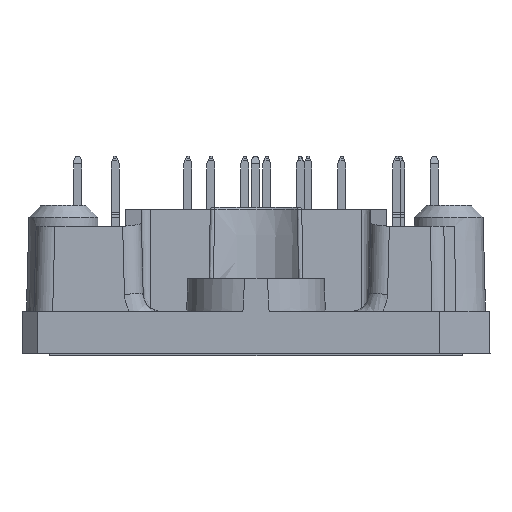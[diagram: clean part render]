
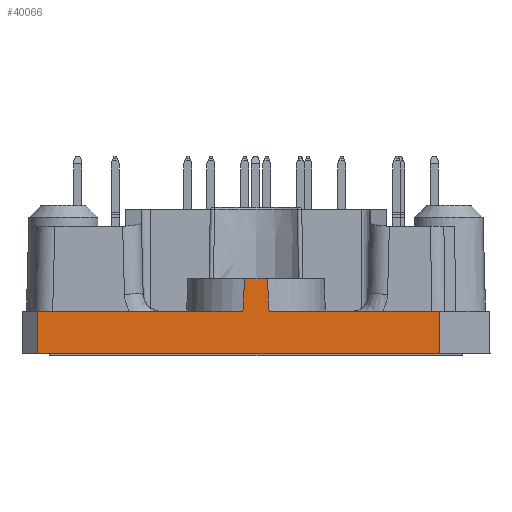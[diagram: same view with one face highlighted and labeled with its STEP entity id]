
A CAD part, left-side view. The second image highlights one B-rep face of the part: STEP entity #40066.
In plain terms, the highlighted planar face has unit normal (-1, 0, 0.018).
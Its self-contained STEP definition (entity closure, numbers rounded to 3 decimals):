
#2111=B_SPLINE_CURVE_WITH_KNOTS('',3,(#53881,#53882,#53883,#53884),
 .UNSPECIFIED.,.F.,.F.,(4,4),(0.,0.003),.UNSPECIFIED.);
#2116=B_SPLINE_CURVE_WITH_KNOTS('',3,(#53980,#53981,#53982,#53983),
 .UNSPECIFIED.,.F.,.F.,(4,4),(0.,0.003),.UNSPECIFIED.);
#3482=ORIENTED_EDGE('',*,*,#11951,.F.);
#3483=ORIENTED_EDGE('',*,*,#11952,.T.);
#3484=ORIENTED_EDGE('',*,*,#11840,.T.);
#3485=ORIENTED_EDGE('',*,*,#11908,.T.);
#3486=ORIENTED_EDGE('',*,*,#11953,.F.);
#3487=ORIENTED_EDGE('',*,*,#11909,.T.);
#3488=ORIENTED_EDGE('',*,*,#11824,.T.);
#3489=ORIENTED_EDGE('',*,*,#11950,.F.);
#11824=EDGE_CURVE('',#16142,#16143,#19024,.F.);
#11840=EDGE_CURVE('',#16157,#16156,#19032,.F.);
#11908=EDGE_CURVE('',#16156,#16186,#19078,.F.);
#11909=EDGE_CURVE('',#16187,#16142,#2111,.T.);
#11950=EDGE_CURVE('',#16213,#16143,#2116,.T.);
#11951=EDGE_CURVE('',#16214,#16213,#19101,.F.);
#11952=EDGE_CURVE('',#16214,#16157,#19102,.F.);
#11953=EDGE_CURVE('',#16187,#16186,#19103,.F.);
#16142=VERTEX_POINT('',#53641);
#16143=VERTEX_POINT('',#53643);
#16156=VERTEX_POINT('',#53706);
#16157=VERTEX_POINT('',#53708);
#16186=VERTEX_POINT('',#53878);
#16187=VERTEX_POINT('',#53885);
#16213=VERTEX_POINT('',#53979);
#16214=VERTEX_POINT('',#53986);
#19024=LINE('',#53644,#21792);
#19032=LINE('',#53707,#21800);
#19078=LINE('',#53879,#21846);
#19101=LINE('',#53985,#21869);
#19102=LINE('',#53987,#21870);
#19103=LINE('',#53988,#21871);
#21792=VECTOR('',#45031,1000.);
#21800=VECTOR('',#45057,1000.);
#21846=VECTOR('',#45197,1000.);
#21869=VECTOR('',#45280,1000.);
#21870=VECTOR('',#45281,1000.);
#21871=VECTOR('',#45282,1000.);
#24547=EDGE_LOOP('',(#3482,#3483,#3484,#3485,#3486,#3487,#3488,#3489));
#26271=FACE_BOUND('',#24547,.T.);
#27856=PLANE('',#41865);
#40066=ADVANCED_FACE('',(#26271),#27856,.T.);
#41865=AXIS2_PLACEMENT_3D('',#53984,#45278,#45279);
#45031=DIRECTION('',(0.,-1.,0.));
#45057=DIRECTION('',(0.,1.,0.));
#45197=DIRECTION('',(-0.017,-0.007,-1.));
#45278=DIRECTION('',(-1.,0.,0.017));
#45279=DIRECTION('',(0.017,0.,1.));
#45280=DIRECTION('',(0.,1.,0.));
#45281=DIRECTION('',(0.017,-0.017,1.));
#45282=DIRECTION('',(0.,1.,0.));
#53641=CARTESIAN_POINT('',(-40.895,-0.913,6.));
#53643=CARTESIAN_POINT('',(-40.895,0.913,6.));
#53644=CARTESIAN_POINT('',(-40.895,0.,6.));
#53706=CARTESIAN_POINT('',(-41.,-14.7,0.));
#53707=CARTESIAN_POINT('',(-41.,0.,0.));
#53708=CARTESIAN_POINT('',(-41.,17.49,0.));
#53878=CARTESIAN_POINT('',(-40.941,-14.675,3.4));
#53879=CARTESIAN_POINT('',(-40.998,-14.699,0.134));
#53881=CARTESIAN_POINT('',(-40.941,-1.044,3.4));
#53882=CARTESIAN_POINT('',(-40.926,-1.003,4.267));
#53883=CARTESIAN_POINT('',(-40.91,-0.959,5.133));
#53884=CARTESIAN_POINT('',(-40.895,-0.913,6.));
#53885=CARTESIAN_POINT('',(-40.941,-1.044,3.4));
#53979=CARTESIAN_POINT('',(-40.941,1.044,3.4));
#53980=CARTESIAN_POINT('',(-40.941,1.044,3.4));
#53981=CARTESIAN_POINT('',(-40.926,1.003,4.267));
#53982=CARTESIAN_POINT('',(-40.91,0.959,5.133));
#53983=CARTESIAN_POINT('',(-40.895,0.913,6.));
#53984=CARTESIAN_POINT('',(-41.,0.,0.));
#53985=CARTESIAN_POINT('',(-40.941,0.,3.4));
#53986=CARTESIAN_POINT('',(-40.941,17.43,3.4));
#53987=CARTESIAN_POINT('',(-40.995,17.484,0.305));
#53988=CARTESIAN_POINT('',(-40.941,0.,3.4));
